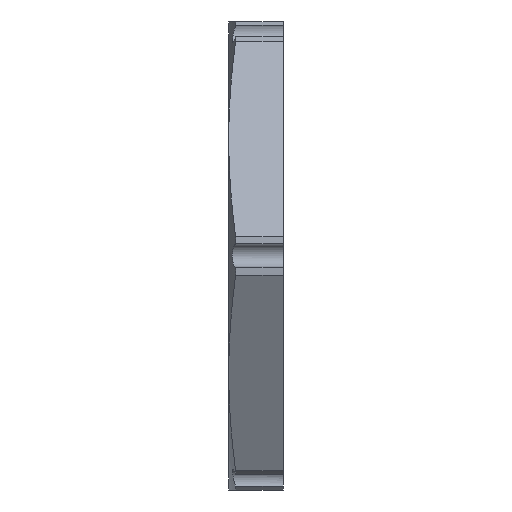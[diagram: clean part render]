
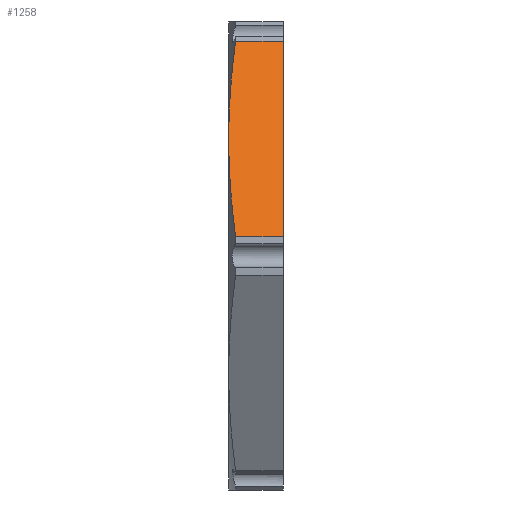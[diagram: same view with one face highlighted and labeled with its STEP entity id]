
A CAD part, left-side view. The second image highlights one B-rep face of the part: STEP entity #1258.
In plain terms, the highlighted planar face has unit normal (-0.866, 0, 0.5).
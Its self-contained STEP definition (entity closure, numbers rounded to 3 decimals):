
#116=DIRECTION('',(-0.5,0.,-0.866));
#117=VECTOR('',#116,28.906);
#118=CARTESIAN_POINT('',(-18.754,0.,27.517));
#119=LINE('',#118,#117);
#263=CARTESIAN_POINT('',(-33.207,6.116,2.483));
#264=CARTESIAN_POINT('',(-32.964,6.172,2.904));
#265=CARTESIAN_POINT('',(-32.479,6.281,3.745));
#266=CARTESIAN_POINT('',(-31.753,6.428,5.002));
#267=CARTESIAN_POINT('',(-31.03,6.559,6.255));
#268=CARTESIAN_POINT('',(-30.306,6.675,7.509));
#269=CARTESIAN_POINT('',(-29.583,6.774,8.761));
#270=CARTESIAN_POINT('',(-28.862,6.856,10.01));
#271=CARTESIAN_POINT('',(-28.141,6.92,11.258));
#272=CARTESIAN_POINT('',(-27.42,6.966,12.507));
#273=CARTESIAN_POINT('',(-26.7,6.994,13.754));
#274=CARTESIAN_POINT('',(-26.221,7.,14.585));
#275=CARTESIAN_POINT('',(-25.981,7.,15.));
#523=CARTESIAN_POINT('',(-25.981,7.,15.));
#524=CARTESIAN_POINT('',(-25.74,7.,15.416));
#525=CARTESIAN_POINT('',(-25.26,6.994,16.249));
#526=CARTESIAN_POINT('',(-24.539,6.966,17.496));
#527=CARTESIAN_POINT('',(-23.818,6.92,18.745));
#528=CARTESIAN_POINT('',(-23.098,6.856,19.993));
#529=CARTESIAN_POINT('',(-22.378,6.774,21.241));
#530=CARTESIAN_POINT('',(-21.655,6.675,22.492));
#531=CARTESIAN_POINT('',(-20.932,6.56,23.744));
#532=CARTESIAN_POINT('',(-20.209,6.428,24.997));
#533=CARTESIAN_POINT('',(-19.483,6.281,26.254));
#534=CARTESIAN_POINT('',(-18.998,6.172,27.095));
#535=CARTESIAN_POINT('',(-18.754,6.116,27.517));
#555=DIRECTION('',(0.,-1.,0.));
#556=VECTOR('',#555,6.116);
#557=CARTESIAN_POINT('',(-18.754,6.116,27.517));
#558=LINE('',#557,#556);
#559=DIRECTION('',(0.,1.,0.));
#560=VECTOR('',#559,6.116);
#561=CARTESIAN_POINT('',(-33.207,0.,2.483));
#562=LINE('',#561,#560);
#859=CARTESIAN_POINT('',(-25.981,7.,15.));
#860=VERTEX_POINT('',#859);
#861=VERTEX_POINT('',#535);
#894=CARTESIAN_POINT('',(-33.207,6.116,2.483));
#895=VERTEX_POINT('',#894);
#896=CARTESIAN_POINT('',(-18.754,0.,27.517));
#897=VERTEX_POINT('',#896);
#906=CARTESIAN_POINT('',(-33.207,0.,2.483));
#907=VERTEX_POINT('',#906);
#1245=CARTESIAN_POINT('',(-33.207,7.,2.483));
#1246=DIRECTION('',(0.866,0.,-0.5));
#1247=DIRECTION('',(-0.5,0.,-0.866));
#1248=AXIS2_PLACEMENT_3D('',#1245,#1246,#1247);
#1249=PLANE('',#1248);
#1251=ORIENTED_EDGE('',*,*,#1250,.T.);
#1252=ORIENTED_EDGE('',*,*,#1069,.T.);
#1253=ORIENTED_EDGE('',*,*,#1225,.T.);
#1254=ORIENTED_EDGE('',*,*,#1239,.T.);
#1255=ORIENTED_EDGE('',*,*,#986,.T.);
#1256=EDGE_LOOP('',(#1251,#1252,#1253,#1254,#1255));
#1257=FACE_OUTER_BOUND('',#1256,.F.);
#1258=ADVANCED_FACE('',(#1257),#1249,.F.);
#276=B_SPLINE_CURVE_WITH_KNOTS('',3,(#263,#264,#265,#266,#267,#268,#269,#270,
#271,#272,#273,#274,#275),.UNSPECIFIED.,.F.,.F.,(4,1,1,1,1,1,1,1,1,1,4),(0.,
0.1,0.2,0.3,0.4,0.5,0.6,0.7,0.8,0.9,1.),.UNSPECIFIED.);
#536=B_SPLINE_CURVE_WITH_KNOTS('',3,(#523,#524,#525,#526,#527,#528,#529,#530,
#531,#532,#533,#534,#535),.UNSPECIFIED.,.F.,.F.,(4,1,1,1,1,1,1,1,1,1,4),(0.,
0.1,0.2,0.3,0.4,0.5,0.6,0.7,0.8,0.9,1.),.UNSPECIFIED.);
#986=EDGE_CURVE('',#897,#907,#119,.T.);
#1069=EDGE_CURVE('',#895,#860,#276,.T.);
#1225=EDGE_CURVE('',#860,#861,#536,.T.);
#1239=EDGE_CURVE('',#861,#897,#558,.T.);
#1250=EDGE_CURVE('',#907,#895,#562,.T.);
